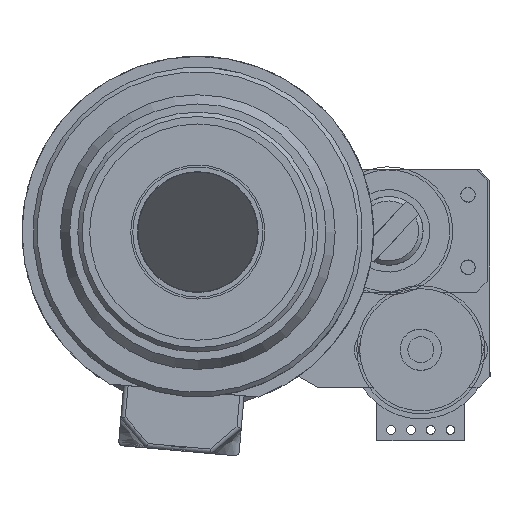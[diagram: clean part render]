
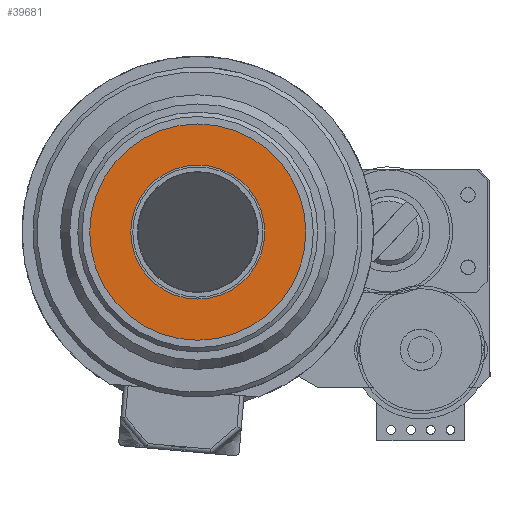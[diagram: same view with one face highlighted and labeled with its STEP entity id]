
A CAD part, left-side view. The second image highlights one B-rep face of the part: STEP entity #39681.
In plain terms, the highlighted face is planar.
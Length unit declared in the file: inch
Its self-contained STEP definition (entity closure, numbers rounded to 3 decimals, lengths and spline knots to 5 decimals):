
#39639=CARTESIAN_POINT('',(-0.49213,0.55,0.0));
#39640=VERTEX_POINT('',#39639);
#39641=CARTESIAN_POINT('',(0.0,0.55,0.0));
#39642=DIRECTION('',(0.0,1.0,0.0));
#39643=DIRECTION('',(-1.0,0.0,0.0));
#39644=AXIS2_PLACEMENT_3D('',#39641,#39642,#39643);
#39645=CIRCLE('',#39644,0.49213);
#39646=EDGE_CURVE('',#39640,#39640,#39645,.T.);
#39662=CARTESIAN_POINT('',(-0.39856,0.55,0.0));
#39663=DIRECTION('',(0.0,1.0,0.0));
#39664=DIRECTION('',(0.0,0.0,1.0));
#39665=AXIS2_PLACEMENT_3D('',#39662,#39663,#39664);
#39666=PLANE('',#39665);
#39667=ORIENTED_EDGE('',*,*,#39646,.T.);
#39668=EDGE_LOOP('',(#39667));
#39669=FACE_OUTER_BOUND('',#39668,.T.);
#39670=CARTESIAN_POINT('',(-0.305,0.55,0.0));
#39671=VERTEX_POINT('',#39670);
#39672=CARTESIAN_POINT('',(0.0,0.55,0.0));
#39673=DIRECTION('',(0.0,1.0,0.0));
#39674=DIRECTION('',(-1.0,0.0,0.0));
#39675=AXIS2_PLACEMENT_3D('',#39672,#39673,#39674);
#39676=CIRCLE('',#39675,0.305);
#39677=EDGE_CURVE('',#39671,#39671,#39676,.T.);
#39678=ORIENTED_EDGE('',*,*,#39677,.F.);
#39679=EDGE_LOOP('',(#39678));
#39680=FACE_BOUND('',#39679,.T.);
#39681=ADVANCED_FACE('',(#39669,#39680),#39666,.T.);
